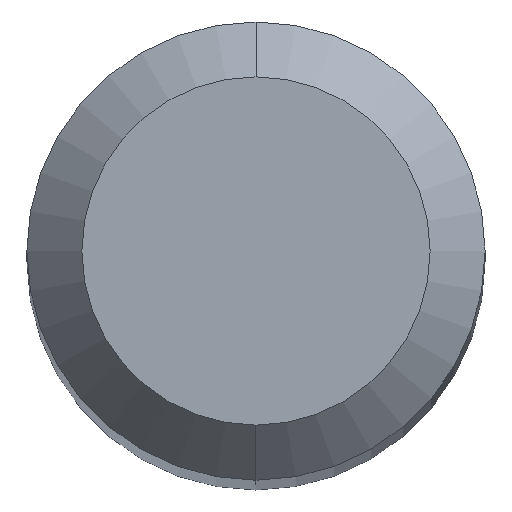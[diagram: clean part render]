
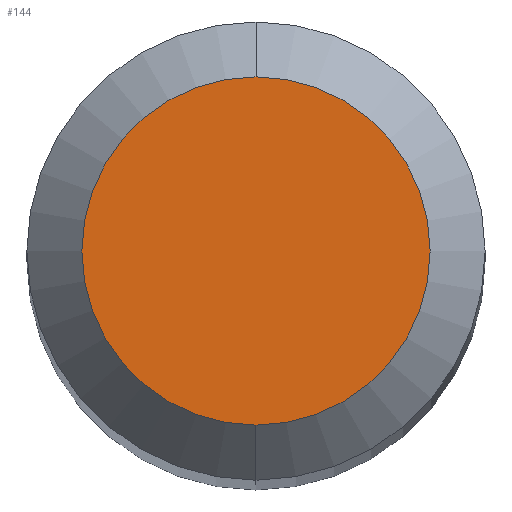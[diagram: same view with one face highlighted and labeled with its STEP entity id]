
A CAD part, top view. The second image highlights one B-rep face of the part: STEP entity #144.
In plain terms, the highlighted planar face has unit normal (0, 0, 1).
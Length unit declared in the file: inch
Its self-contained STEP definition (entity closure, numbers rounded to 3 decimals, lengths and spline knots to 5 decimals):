
#49 = EDGE_LOOP ( 'NONE', ( #314, #495 ) ) ;
#53 = VERTEX_POINT ( 'NONE', #378 ) ;
#84 = CIRCLE ( 'NONE', #498, 0.0475 ) ;
#90 = DIRECTION ( 'NONE',  ( 0., -1., 0. ) ) ;
#144 = ADVANCED_FACE ( 'NONE', ( #258 ), #164, .F. ) ;
#161 = EDGE_CURVE ( 'NONE', #53, #331, #310, .T. ) ;
#162 = DIRECTION ( 'NONE',  ( 0., 1., 0. ) ) ;
#164 = PLANE ( 'NONE',  #537 ) ;
#194 = CARTESIAN_POINT ( 'NONE',  ( 0., 0.0475, 0. ) ) ;
#249 = DIRECTION ( 'NONE',  ( 0., -1., 0. ) ) ;
#258 = FACE_OUTER_BOUND ( 'NONE', #49, .T. ) ;
#283 = AXIS2_PLACEMENT_3D ( 'NONE', #300, #339, #249 ) ;
#300 = CARTESIAN_POINT ( 'NONE',  ( 0., 0., 0. ) ) ;
#310 = CIRCLE ( 'NONE', #283, 0.0475 ) ;
#314 = ORIENTED_EDGE ( 'NONE', *, *, #460, .T. ) ;
#331 = VERTEX_POINT ( 'NONE', #194 ) ;
#339 = DIRECTION ( 'NONE',  ( 0., 0., 1. ) ) ;
#378 = CARTESIAN_POINT ( 'NONE',  ( 0., -0.0475, 0. ) ) ;
#432 = DIRECTION ( 'NONE',  ( 0., 0., -1. ) ) ;
#449 = DIRECTION ( 'NONE',  ( 0., 0., 1. ) ) ;
#460 = EDGE_CURVE ( 'NONE', #331, #53, #84, .T. ) ;
#487 = CARTESIAN_POINT ( 'NONE',  ( 0., 0., 0. ) ) ;
#495 = ORIENTED_EDGE ( 'NONE', *, *, #161, .T. ) ;
#498 = AXIS2_PLACEMENT_3D ( 'NONE', #487, #449, #90 ) ;
#537 = AXIS2_PLACEMENT_3D ( 'NONE', #548, #432, #162 ) ;
#548 = CARTESIAN_POINT ( 'NONE',  ( 0., 0.0475, 0. ) ) ;
